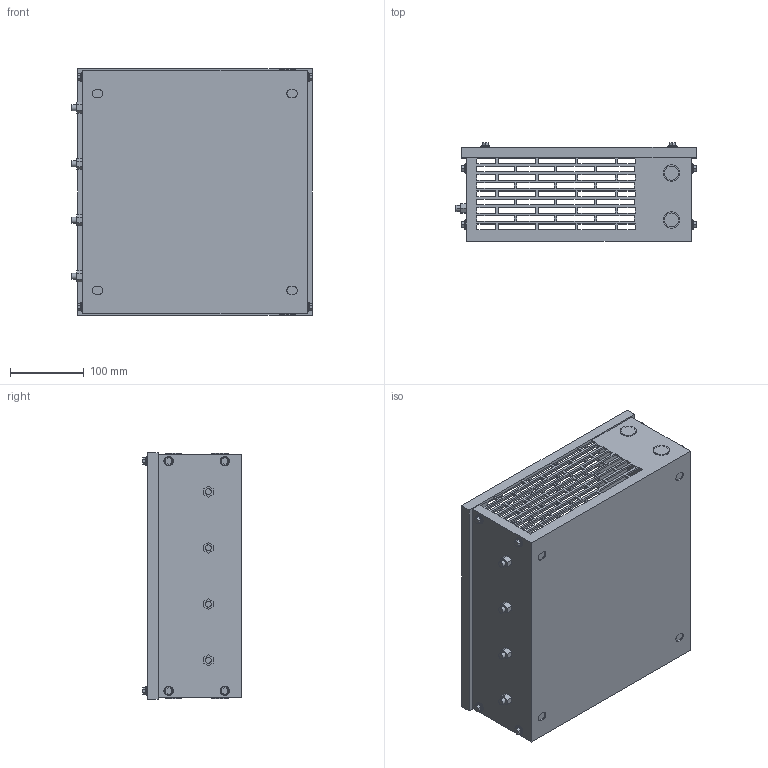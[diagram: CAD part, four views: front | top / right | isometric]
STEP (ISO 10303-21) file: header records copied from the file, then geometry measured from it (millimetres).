
FILE_DESCRIPTION (( 'STEP AP214' ), '1' );
FILE_NAME ('BR-N1-1K5W14P0.STEP', '2024-06-11T16:40:58', ( '' ), ( '' ), 'SwSTEP 2.0', 'SolidWorks 2021', '' );
FILE_SCHEMA (( 'AUTOMOTIVE_DESIGN' ));
Length unit declared in the file: inch
Products named in the file (1): BR-N1-1K5W14P0
Bounding box: 325.55 x 133.46 x 333.38 mm (x, y, z)
Volume: 750403.1 mm3; surface area: 651762.1 mm2
Topology: 33 solids, 33 shells, 1136 faces, 3168 edges, 2112 vertices
Faces by surface type: plane 1032, cylinder 104
Entity records: 37144 total; most frequent: CARTESIAN_POINT 6417, ORIENTED_EDGE 6336, DIRECTION 5650, EDGE_CURVE 3168, LINE 2960, VECTOR 2960, VERTEX_POINT 2112, EDGE_LOOP 1596
